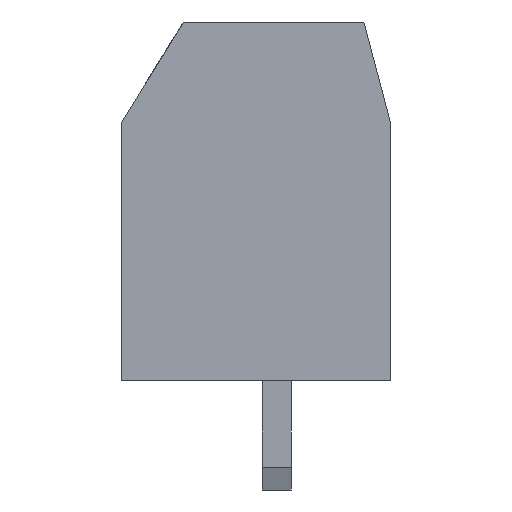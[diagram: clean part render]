
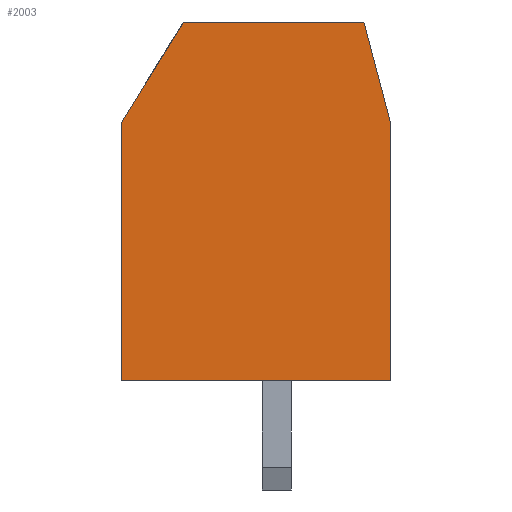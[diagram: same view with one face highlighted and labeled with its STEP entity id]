
A CAD part, left-side view. The second image highlights one B-rep face of the part: STEP entity #2003.
In plain terms, the highlighted planar face has unit normal (-1, 0, 0).
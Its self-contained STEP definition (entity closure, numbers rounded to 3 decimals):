
#1309 = VERTEX_POINT('',#1310);
#1310 = CARTESIAN_POINT('',(-7.62,-3.173,7.2));
#1316 = EDGE_CURVE('',#1309,#1317,#1319,.T.);
#1317 = VERTEX_POINT('',#1318);
#1318 = CARTESIAN_POINT('',(-7.62,-3.173,0.));
#1319 = LINE('',#1320,#1321);
#1320 = CARTESIAN_POINT('',(-7.62,-3.173,10.));
#1321 = VECTOR('',#1322,1.);
#1322 = DIRECTION('',(0.,0.,-1.));
#1537 = VERTEX_POINT('',#1538);
#1538 = CARTESIAN_POINT('',(-7.62,4.327,0.));
#1544 = EDGE_CURVE('',#1537,#1317,#1545,.T.);
#1545 = LINE('',#1546,#1547);
#1546 = CARTESIAN_POINT('',(-7.62,-3.173,0.));
#1547 = VECTOR('',#1548,1.);
#1548 = DIRECTION('',(0.,-1.,0.));
#1984 = VERTEX_POINT('',#1985);
#1985 = CARTESIAN_POINT('',(-7.62,-2.433,10.));
#1991 = EDGE_CURVE('',#1984,#1309,#1992,.T.);
#1992 = LINE('',#1993,#1994);
#1993 = CARTESIAN_POINT('',(-7.62,-2.433,10.));
#1994 = VECTOR('',#1995,1.);
#1995 = DIRECTION('',(0.,-0.256,-0.967));
#2003 = ADVANCED_FACE('',(#2004),#2031,.F.);
#2004 = FACE_BOUND('',#2005,.T.);
#2005 = EDGE_LOOP('',(#2006,#2007,#2015,#2023,#2029,#2030));
#2006 = ORIENTED_EDGE('',*,*,#1991,.F.);
#2007 = ORIENTED_EDGE('',*,*,#2008,.F.);
#2008 = EDGE_CURVE('',#2009,#1984,#2011,.T.);
#2009 = VERTEX_POINT('',#2010);
#2010 = CARTESIAN_POINT('',(-7.62,2.597,10.));
#2011 = LINE('',#2012,#2013);
#2012 = CARTESIAN_POINT('',(-7.62,4.327,10.));
#2013 = VECTOR('',#2014,1.);
#2014 = DIRECTION('',(0.,-1.,0.));
#2015 = ORIENTED_EDGE('',*,*,#2016,.F.);
#2016 = EDGE_CURVE('',#2017,#2009,#2019,.T.);
#2017 = VERTEX_POINT('',#2018);
#2018 = CARTESIAN_POINT('',(-7.62,4.327,7.2));
#2019 = LINE('',#2020,#2021);
#2020 = CARTESIAN_POINT('',(-7.62,2.597,10.));
#2021 = VECTOR('',#2022,1.);
#2022 = DIRECTION('',(0.,-0.526,0.851));
#2023 = ORIENTED_EDGE('',*,*,#2024,.T.);
#2024 = EDGE_CURVE('',#2017,#1537,#2025,.T.);
#2025 = LINE('',#2026,#2027);
#2026 = CARTESIAN_POINT('',(-7.62,4.327,10.));
#2027 = VECTOR('',#2028,1.);
#2028 = DIRECTION('',(0.,0.,-1.));
#2029 = ORIENTED_EDGE('',*,*,#1544,.T.);
#2030 = ORIENTED_EDGE('',*,*,#1316,.F.);
#2031 = PLANE('',#2032);
#2032 = AXIS2_PLACEMENT_3D('',#2033,#2034,#2035);
#2033 = CARTESIAN_POINT('',(-7.62,4.327,10.));
#2034 = DIRECTION('',(1.,0.,0.));
#2035 = DIRECTION('',(0.,0.,-1.));
